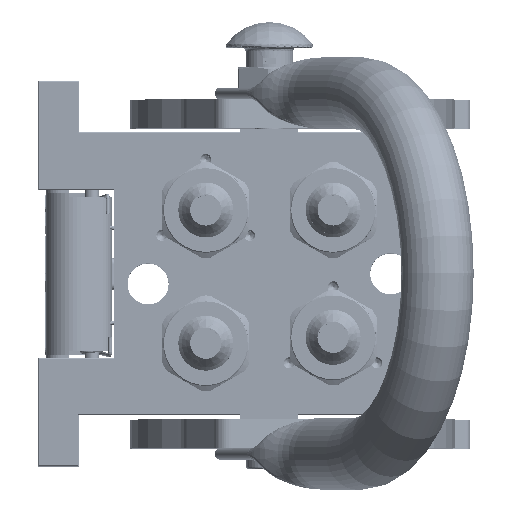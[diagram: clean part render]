
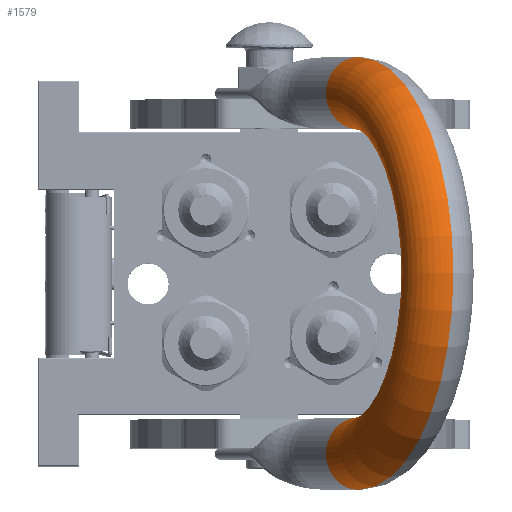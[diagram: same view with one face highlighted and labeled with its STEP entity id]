
A CAD part, top view. The second image highlights one B-rep face of the part: STEP entity #1579.
In plain terms, the highlighted toroidal (fillet/blend) face has major radius 62.25 mm and minor radius 12.5 mm.
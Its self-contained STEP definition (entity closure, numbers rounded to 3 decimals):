
#1579 = ADVANCED_FACE ( 'NONE', ( #35266 ), #106974, .T. ) ;
#1624 = EDGE_LOOP ( 'NONE', ( #114848, #114080, #88973, #58173 ) ) ;
#2142 = CARTESIAN_POINT ( 'NONE',  ( 74.75, 0., 25.25 ) ) ;
#10831 = AXIS2_PLACEMENT_3D ( 'NONE', #93955, #65386, #66657 ) ;
#11390 = CARTESIAN_POINT ( 'NONE',  ( 0., 0., 25.25 ) ) ;
#12339 = DIRECTION ( 'NONE',  ( 0., 1., 0. ) ) ;
#13615 = CIRCLE ( 'NONE', #72438, 12.5 ) ;
#14692 = CIRCLE ( 'NONE', #115233, 12.5 ) ;
#15626 = EDGE_CURVE ( 'NONE', #63062, #96217, #14692, .T. ) ;
#18579 = DIRECTION ( 'NONE',  ( 1., 0., 0. ) ) ;
#21022 = AXIS2_PLACEMENT_3D ( 'NONE', #11390, #108224, #31413 ) ;
#22989 = CARTESIAN_POINT ( 'NONE',  ( 0., 0., 25.25 ) ) ;
#27088 = CARTESIAN_POINT ( 'NONE',  ( 62.25, 0., 25.25 ) ) ;
#31413 = DIRECTION ( 'NONE',  ( -1., 0., 0. ) ) ;
#35266 = FACE_OUTER_BOUND ( 'NONE', #1624, .T. ) ;
#36654 = VERTEX_POINT ( 'NONE', #118515 ) ;
#45298 = CARTESIAN_POINT ( 'NONE',  ( -49.75, 0., 25.25 ) ) ;
#57788 = DIRECTION ( 'NONE',  ( 0., 0., -1. ) ) ;
#58173 = ORIENTED_EDGE ( 'NONE', *, *, #15626, .T. ) ;
#63062 = VERTEX_POINT ( 'NONE', #82207 ) ;
#65386 = DIRECTION ( 'NONE',  ( 0., 1., 0. ) ) ;
#66657 = DIRECTION ( 'NONE',  ( -1., 0., 0. ) ) ;
#69251 = EDGE_CURVE ( 'NONE', #104081, #36654, #13615, .T. ) ;
#72438 = AXIS2_PLACEMENT_3D ( 'NONE', #27088, #57788, #18579 ) ;
#76601 = DIRECTION ( 'NONE',  ( -1., 0., 0. ) ) ;
#78517 = AXIS2_PLACEMENT_3D ( 'NONE', #22989, #12339, #90793 ) ;
#82207 = CARTESIAN_POINT ( 'NONE',  ( -74.75, 0., 25.25 ) ) ;
#83438 = CIRCLE ( 'NONE', #21022, 74.75 ) ;
#85950 = DIRECTION ( 'NONE',  ( 0., 0., 1. ) ) ;
#88973 = ORIENTED_EDGE ( 'NONE', *, *, #113578, .F. ) ;
#90793 = DIRECTION ( 'NONE',  ( 1., 0., 0. ) ) ;
#93955 = CARTESIAN_POINT ( 'NONE',  ( 0., 0., 25.25 ) ) ;
#96217 = VERTEX_POINT ( 'NONE', #45298 ) ;
#101134 = EDGE_CURVE ( 'NONE', #96217, #36654, #118154, .T. ) ;
#104081 = VERTEX_POINT ( 'NONE', #2142 ) ;
#106974 = TOROIDAL_SURFACE ( 'NONE', #78517, 62.25, 12.5 ) ;
#108224 = DIRECTION ( 'NONE',  ( 0., 1., 0. ) ) ;
#113578 = EDGE_CURVE ( 'NONE', #63062, #104081, #83438, .T. ) ;
#114080 = ORIENTED_EDGE ( 'NONE', *, *, #69251, .F. ) ;
#114848 = ORIENTED_EDGE ( 'NONE', *, *, #101134, .T. ) ;
#114940 = CARTESIAN_POINT ( 'NONE',  ( -62.25, 0., 25.25 ) ) ;
#115233 = AXIS2_PLACEMENT_3D ( 'NONE', #114940, #85950, #76601 ) ;
#118154 = CIRCLE ( 'NONE', #10831, 49.75 ) ;
#118515 = CARTESIAN_POINT ( 'NONE',  ( 49.75, 0., 25.25 ) ) ;
